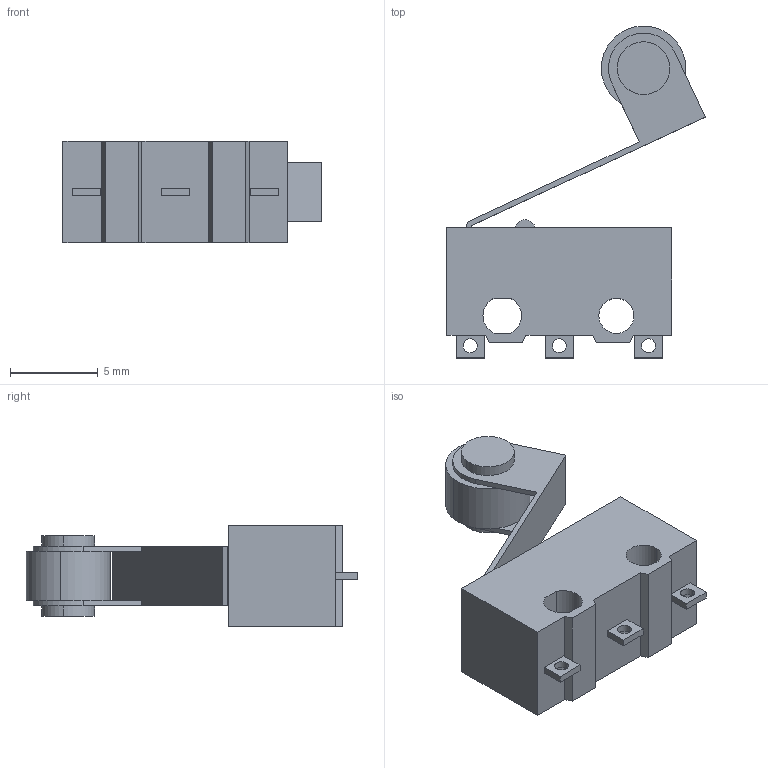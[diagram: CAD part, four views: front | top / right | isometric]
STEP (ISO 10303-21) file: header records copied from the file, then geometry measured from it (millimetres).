
FILE_DESCRIPTION (( 'STEP AP203' ), '1' );
FILE_NAME ('D2F_L2_D.step', '2013-07-18T11:08:50', ( 'OSMC1.0 TAKUMI' ), ( 'TAKUMI-Engniaring' ), 'SwSTEP 2.0', 'SolidWorks 2002025', '' );
FILE_SCHEMA (( 'CONFIG_CONTROL_DESIGN' ));
Length unit declared in the file: millimetre
Products named in the file (3): D2F_L2_D; D2F_L2_D_ACTUATOR; D2F_L2_D_BASE
Assembly tree (2 placements, depth 2):
  D2F_L2_D
    D2F_L2_D_BASE
    D2F_L2_D_ACTUATOR
Bounding box: 14.7 x 18.9 x 5.8 mm (x, y, z)
Volume: 513.2 mm3; surface area: 698.8 mm2
Topology: 2 solids, 2 shells, 69 faces, 179 edges, 118 vertices
Faces by surface type: plane 49, cylinder 20
Entity records: 2434 total; most frequent: CARTESIAN_POINT 371, DIRECTION 371, ORIENTED_EDGE 358, EDGE_CURVE 179, LINE 135, VECTOR 135, VERTEX_POINT 118, AXIS2_PLACEMENT_3D 118
